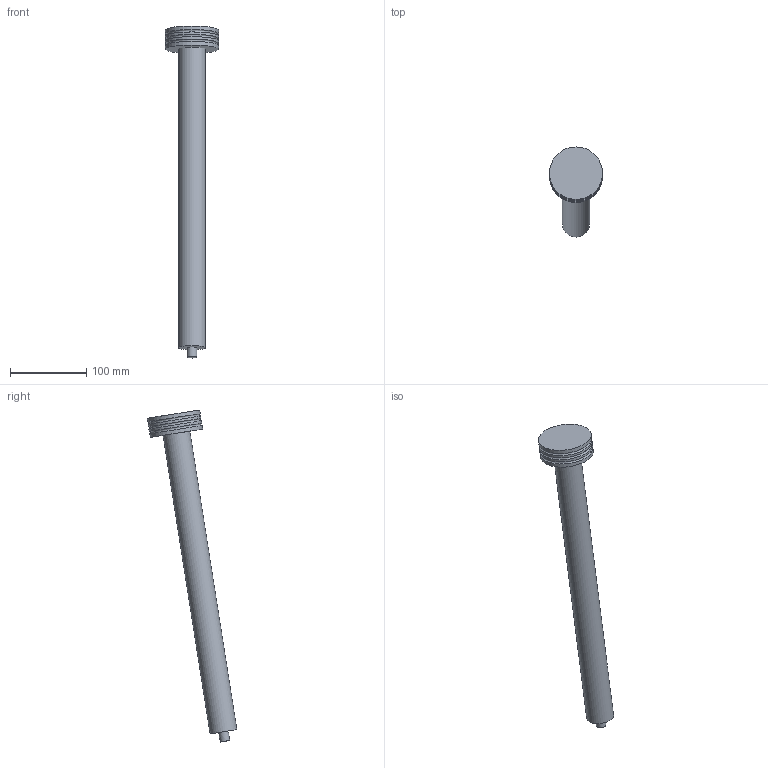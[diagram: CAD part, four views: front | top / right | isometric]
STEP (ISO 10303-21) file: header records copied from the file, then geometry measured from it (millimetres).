
FILE_DESCRIPTION( ( '' ), ' ' );
FILE_NAME( '5de6137a474f5a149d7a36be.step', '2019-12-03T07:49:14', ( '' ), ( '' ), ' ', ' ', ' ' );
FILE_SCHEMA( ( 'AUTOMOTIVE_DESIGN { 1 0 10303 214 1 1 1 1 }' ) );
Length unit declared in the file: metre
Products named in the file (1): Part 77
Bounding box: 69.85 x 117.83 x 436.43 mm (x, y, z)
Volume: 490875.4 mm3; surface area: 59217.1 mm2
Topology: 1 solids, 1 shells, 13 faces, 25 edges, 16 vertices
Faces by surface type: cylinder 6, plane 4, torus 3
Full cylindrical faces by diameter (mm): 12.7 x1, 35.56 x1, 69.85 x4
Entity records: 374 total; most frequent: DIRECTION 52, CARTESIAN_POINT 38, AXIS2_PLACEMENT_3D 26, EDGE_LOOP 24, ORIENTED_EDGE 24, FACE_OUTER_BOUND 22, STYLED_ITEM 13, PRESENTATION_STYLE_ASSIGNMENT 13
